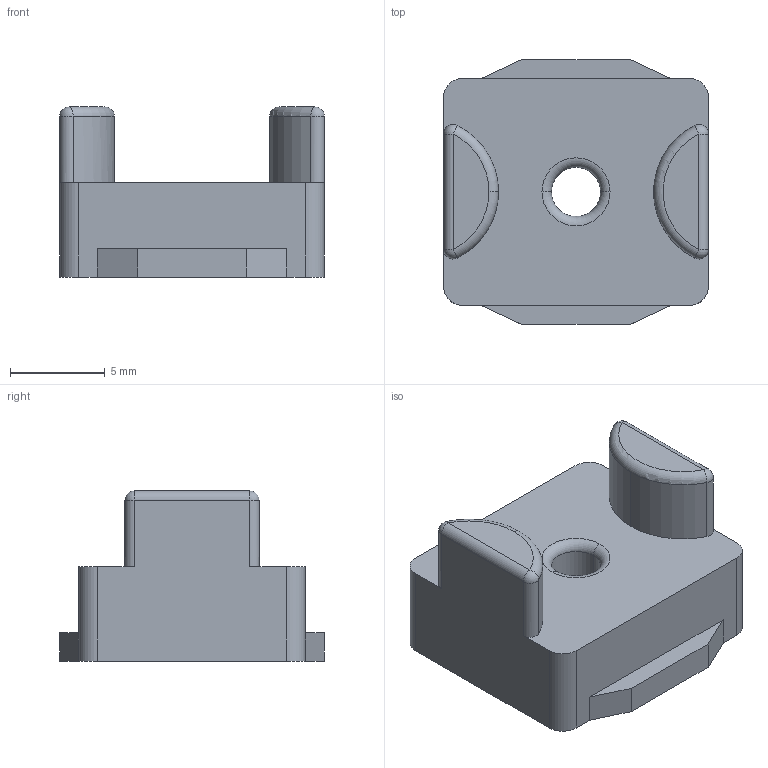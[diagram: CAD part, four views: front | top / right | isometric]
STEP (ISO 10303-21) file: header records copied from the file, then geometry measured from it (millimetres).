
FILE_DESCRIPTION (( 'STEP AP214' ), '1' );
FILE_NAME ('40221_TXP-Wing Nut.STEP', '2017-03-28T20:16:51', ( '' ), ( '' ), 'SwSTEP 2.0', 'SolidWorks 2016', '' );
FILE_SCHEMA (( 'AUTOMOTIVE_DESIGN' ));
Length unit declared in the file: millimetre
Products named in the file (2): 40221_TXP-Wing Nut
Bounding box: 14 x 14 x 9 mm (x, y, z)
Volume: 958 mm3; surface area: 774.2 mm2
Topology: 1 solids, 1 shells, 40 faces, 108 edges, 66 vertices
Faces by surface type: plane 16, cylinder 15, torus 5, sphere 4
Entity records: 1688 total; most frequent: DIRECTION 227, CARTESIAN_POINT 204, ORIENTED_EDGE 200, EDGE_CURVE 100, AXIS2_PLACEMENT_3D 85, VERTEX_POINT 62, LINE 57, VECTOR 57
